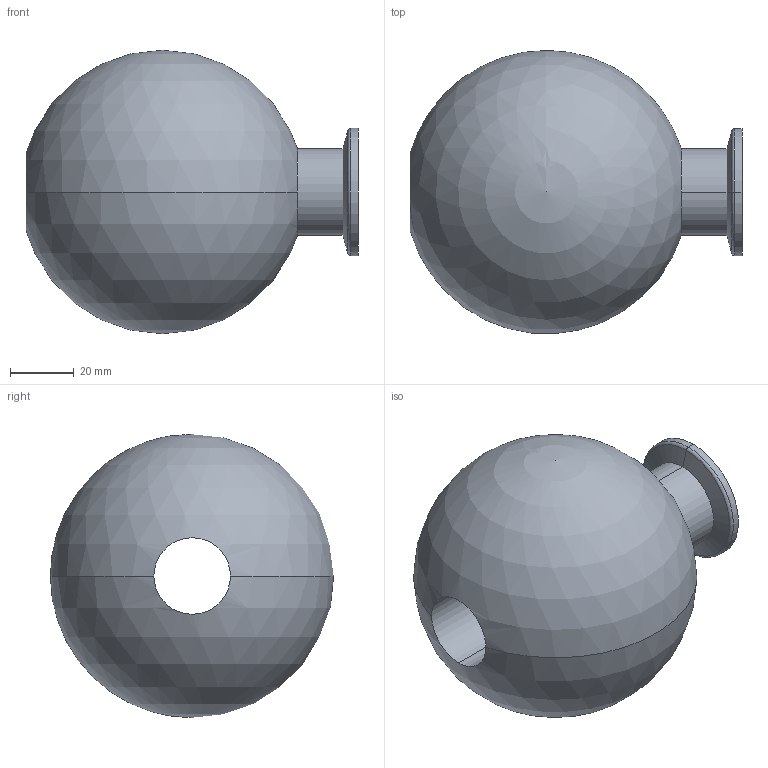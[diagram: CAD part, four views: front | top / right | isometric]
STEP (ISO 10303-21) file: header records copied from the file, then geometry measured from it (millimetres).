
FILE_DESCRIPTION (( 'STEP AP214' ), '1' );
FILE_NAME ('DN25.STEP', '2019-10-18T13:09:57', ( '' ), ( '' ), 'SwSTEP 2.0', 'SolidWorks 2019', '' );
FILE_SCHEMA (( 'AUTOMOTIVE_DESIGN' ));
Length unit declared in the file: millimetre
Products named in the file (1): DN25
Bounding box: 104.12 x 88.8 x 88.9 mm (x, y, z)
Volume: 333127 mm3; surface area: 34700.1 mm2
Topology: 1 solids, 1 shells, 16 faces, 41 edges, 25 vertices
Faces by surface type: cylinder 8, sphere 2, cone 2, torus 2, plane 2
Entity records: 496 total; most frequent: DIRECTION 96, CARTESIAN_POINT 75, ORIENTED_EDGE 72, AXIS2_PLACEMENT_3D 43, EDGE_CURVE 36, CIRCLE 26, VERTEX_POINT 22, EDGE_LOOP 18
